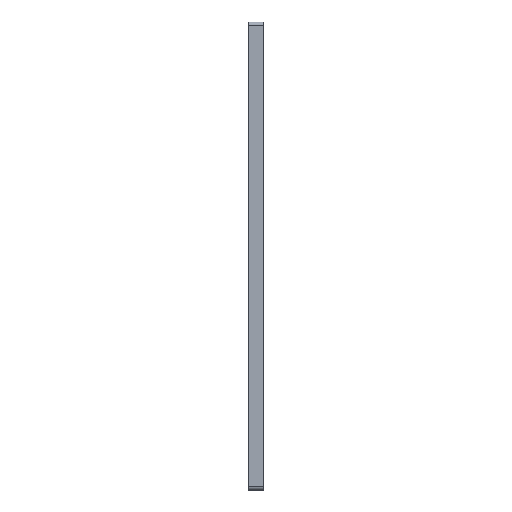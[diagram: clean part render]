
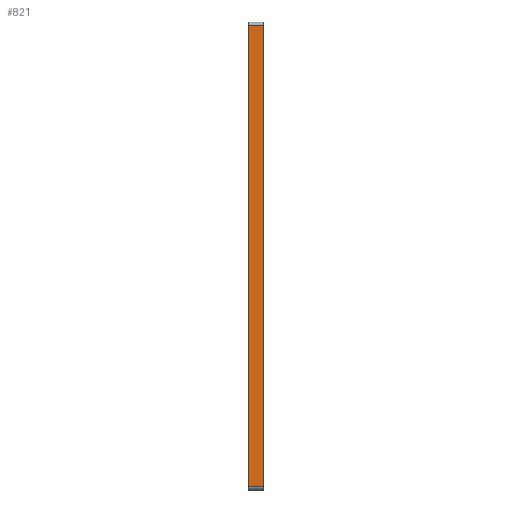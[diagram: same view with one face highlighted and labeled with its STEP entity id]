
A CAD part, left-side view. The second image highlights one B-rep face of the part: STEP entity #821.
In plain terms, the highlighted planar face has unit normal (-1, 0, 0).
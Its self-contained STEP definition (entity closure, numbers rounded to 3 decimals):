
#67 = DIRECTION ( 'NONE',  ( 0., -1., 0. ) ) ;
#84 = DIRECTION ( 'NONE',  ( 1., 0., 0. ) ) ;
#89 = CARTESIAN_POINT ( 'NONE',  ( -65., 5., -75. ) ) ;
#93 = PLANE ( 'NONE',  #1117 ) ;
#103 = DIRECTION ( 'NONE',  ( 0., 0., -1. ) ) ;
#135 = EDGE_LOOP ( 'NONE', ( #233, #1349, #1176, #184 ) ) ;
#184 = ORIENTED_EDGE ( 'NONE', *, *, #995, .T. ) ;
#198 = CARTESIAN_POINT ( 'NONE',  ( -65., 140., 74. ) ) ;
#233 = ORIENTED_EDGE ( 'NONE', *, *, #1131, .T. ) ;
#262 = VECTOR ( 'NONE', #1213, 1000. ) ;
#357 = CARTESIAN_POINT ( 'NONE',  ( -65., 0., -74. ) ) ;
#379 = LINE ( 'NONE', #198, #262 ) ;
#416 = VERTEX_POINT ( 'NONE', #357 ) ;
#445 = VERTEX_POINT ( 'NONE', #1110 ) ;
#499 = EDGE_CURVE ( 'NONE', #1454, #1807, #1226, .T. ) ;
#661 = DIRECTION ( 'NONE',  ( 0., 0., 1. ) ) ;
#821 = ADVANCED_FACE ( 'NONE', ( #1819 ), #93, .F. ) ;
#874 = VECTOR ( 'NONE', #67, 1000. ) ;
#995 = EDGE_CURVE ( 'NONE', #1454, #416, #1773, .T. ) ;
#1110 = CARTESIAN_POINT ( 'NONE',  ( -65., 0., 74. ) ) ;
#1117 = AXIS2_PLACEMENT_3D ( 'NONE', #1659, #84, #103 ) ;
#1131 = EDGE_CURVE ( 'NONE', #416, #445, #1401, .T. ) ;
#1176 = ORIENTED_EDGE ( 'NONE', *, *, #499, .F. ) ;
#1213 = DIRECTION ( 'NONE',  ( 0., 1., 0. ) ) ;
#1226 = LINE ( 'NONE', #89, #1380 ) ;
#1335 = VECTOR ( 'NONE', #1695, 1000. ) ;
#1349 = ORIENTED_EDGE ( 'NONE', *, *, #1827, .T. ) ;
#1380 = VECTOR ( 'NONE', #661, 1000. ) ;
#1401 = LINE ( 'NONE', #1559, #1335 ) ;
#1454 = VERTEX_POINT ( 'NONE', #1661 ) ;
#1559 = CARTESIAN_POINT ( 'NONE',  ( -65., 0., -75. ) ) ;
#1633 = CARTESIAN_POINT ( 'NONE',  ( -65., 140., -74. ) ) ;
#1644 = CARTESIAN_POINT ( 'NONE',  ( -65., 5., 74. ) ) ;
#1659 = CARTESIAN_POINT ( 'NONE',  ( -65., 140., -75. ) ) ;
#1661 = CARTESIAN_POINT ( 'NONE',  ( -65., 5., -74. ) ) ;
#1695 = DIRECTION ( 'NONE',  ( 0., 0., 1. ) ) ;
#1773 = LINE ( 'NONE', #1633, #874 ) ;
#1807 = VERTEX_POINT ( 'NONE', #1644 ) ;
#1819 = FACE_OUTER_BOUND ( 'NONE', #135, .T. ) ;
#1827 = EDGE_CURVE ( 'NONE', #445, #1807, #379, .T. ) ;
